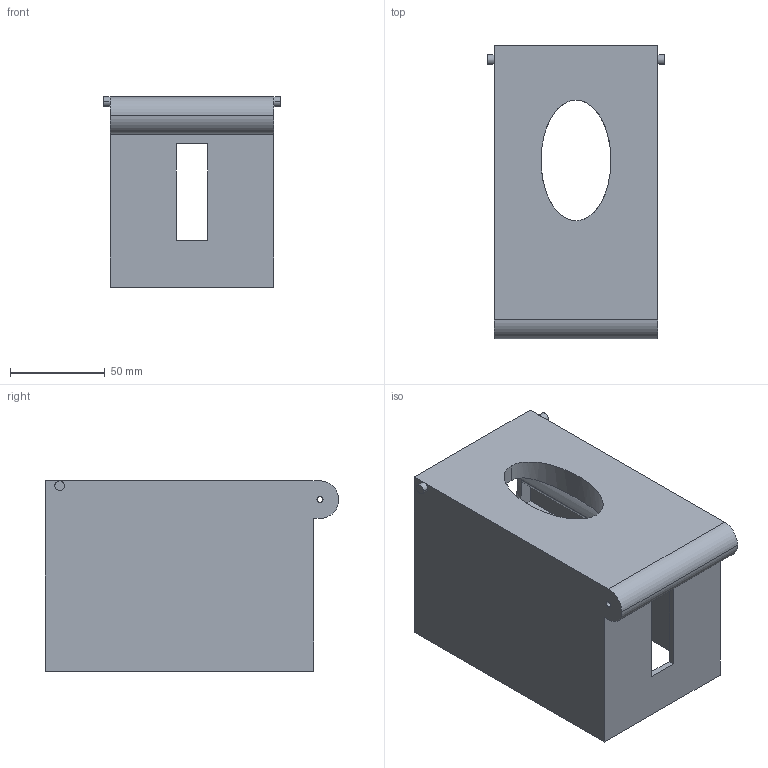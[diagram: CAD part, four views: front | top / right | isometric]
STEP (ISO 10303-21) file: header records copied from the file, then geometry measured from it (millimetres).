
FILE_DESCRIPTION (( 'STEP AP203' ), '1' );
FILE_NAME ('poptop container.STEP', '2025-04-16T18:09:09', ( '' ), ( '' ), 'SwSTEP 2.0', 'SolidWorks 2023', '' );
FILE_SCHEMA (( 'CONFIG_CONTROL_DESIGN' ));
Length unit declared in the file: inch
Products named in the file (1): poptop container
Bounding box: 93.22 x 154.69 x 100.23 mm (x, y, z)
Volume: 349271.8 mm3; surface area: 96959.7 mm2
Topology: 2 solids, 2 shells, 50 faces, 139 edges, 92 vertices
Faces by surface type: plane 34, cylinder 14, bspline 2
Entity records: 1878 total; most frequent: CARTESIAN_POINT 488, ORIENTED_EDGE 278, DIRECTION 263, EDGE_CURVE 139, VECTOR 97, LINE 97, VERTEX_POINT 92, AXIS2_PLACEMENT_3D 83
